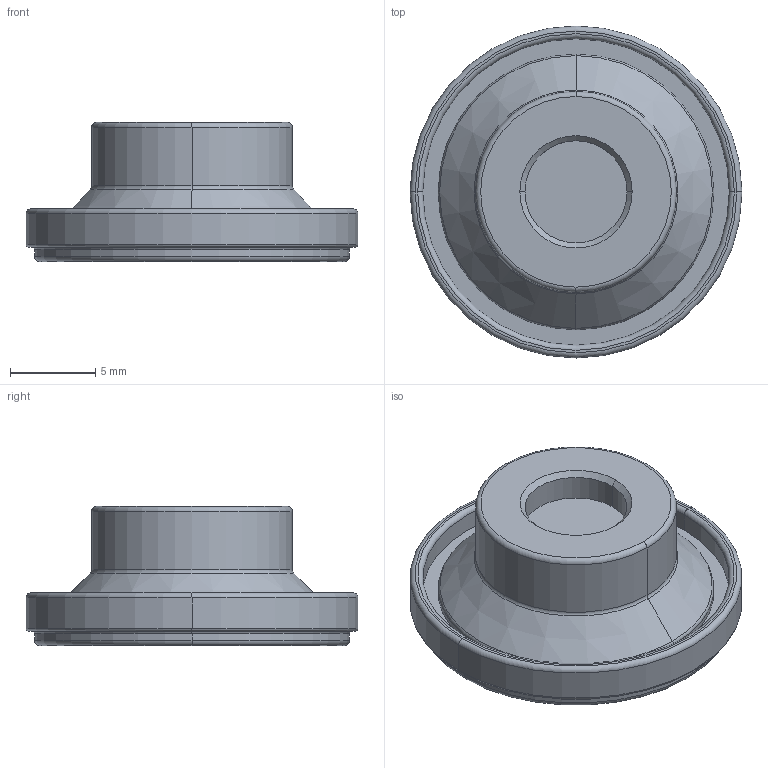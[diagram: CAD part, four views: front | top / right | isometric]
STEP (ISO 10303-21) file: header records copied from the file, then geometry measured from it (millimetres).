
FILE_DESCRIPTION((''),'2;1');
FILE_NAME('DH3-RD010441-2106','2025-05-13T13:52:39',('346893'),(''),'CREO PARAMETRIC BY PTC INC, 2020184','CREO PARAMETRIC BY PTC INC, 2020184','');
FILE_SCHEMA(('CONFIG_CONTROL_DESIGN','SHAPE_APPEARANCE_LAYERS_GROUPS'));
Length unit declared in the file: millimetre
Products named in the file (1): DH3-RD010441-2106
Bounding box: 19.5 x 19.5 x 8.17 mm (x, y, z)
Volume: 637.8 mm3; surface area: 1201 mm2
Topology: 1 solids, 1 shells, 52 faces, 104 edges, 60 vertices
Faces by surface type: torus 22, cylinder 16, plane 8, cone 6
Entity records: 1736 total; most frequent: DIRECTION 288, CARTESIAN_POINT 216, ORIENTED_EDGE 208, AXIS2_PLACEMENT_3D 132, PRESENTATION_STYLE_ASSIGNMENT 105, STYLED_ITEM 105, CURVE_STYLE 104, EDGE_CURVE 104
